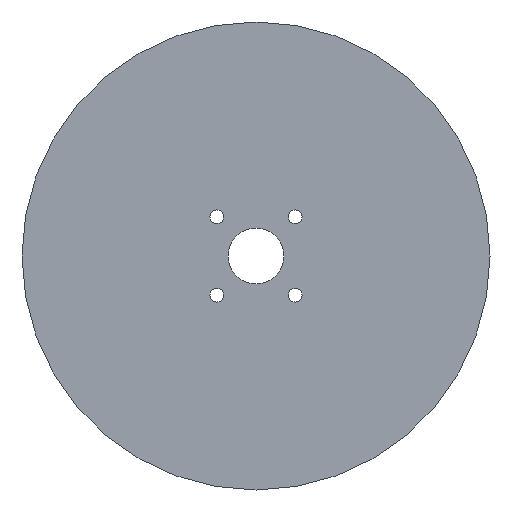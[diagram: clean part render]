
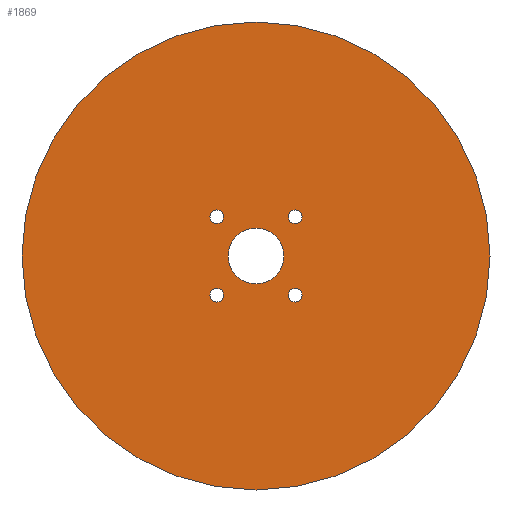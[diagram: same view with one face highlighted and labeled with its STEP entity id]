
A CAD part, front view. The second image highlights one B-rep face of the part: STEP entity #1869.
In plain terms, the highlighted planar face has unit normal (0, -1, 0).
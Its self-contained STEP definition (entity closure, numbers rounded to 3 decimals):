
#58=PLANE('',#2022);
#89=FACE_BOUND('',#459,.T.);
#90=FACE_BOUND('',#460,.T.);
#91=FACE_BOUND('',#461,.T.);
#92=FACE_BOUND('',#462,.T.);
#93=FACE_BOUND('',#463,.T.);
#324=FACE_OUTER_BOUND('',#458,.T.);
#458=EDGE_LOOP('',(#1718));
#459=EDGE_LOOP('',(#1719));
#460=EDGE_LOOP('',(#1720));
#461=EDGE_LOOP('',(#1721));
#462=EDGE_LOOP('',(#1722));
#463=EDGE_LOOP('',(#1723));
#701=CIRCLE('',#1972,46.);
#716=CIRCLE('',#2012,1.35);
#717=CIRCLE('',#2014,5.5);
#718=CIRCLE('',#2016,1.35);
#719=CIRCLE('',#2018,1.35);
#720=CIRCLE('',#2020,1.35);
#882=VERTEX_POINT('',#5213);
#897=VERTEX_POINT('',#5281);
#898=VERTEX_POINT('',#5285);
#899=VERTEX_POINT('',#5289);
#900=VERTEX_POINT('',#5293);
#901=VERTEX_POINT('',#5297);
#1139=EDGE_CURVE('',#882,#882,#701,.T.);
#1167=EDGE_CURVE('',#897,#897,#716,.T.);
#1169=EDGE_CURVE('',#898,#898,#717,.T.);
#1171=EDGE_CURVE('',#899,#899,#718,.T.);
#1173=EDGE_CURVE('',#900,#900,#719,.T.);
#1175=EDGE_CURVE('',#901,#901,#720,.T.);
#1718=ORIENTED_EDGE('',*,*,#1139,.F.);
#1719=ORIENTED_EDGE('',*,*,#1175,.F.);
#1720=ORIENTED_EDGE('',*,*,#1173,.F.);
#1721=ORIENTED_EDGE('',*,*,#1171,.F.);
#1722=ORIENTED_EDGE('',*,*,#1169,.F.);
#1723=ORIENTED_EDGE('',*,*,#1167,.F.);
#1869=ADVANCED_FACE('',(#324,#89,#90,#91,#92,#93),#58,.F.);
#1972=AXIS2_PLACEMENT_3D('',#5215,#2300,#2301);
#2012=AXIS2_PLACEMENT_3D('',#5283,#2393,#2394);
#2014=AXIS2_PLACEMENT_3D('',#5287,#2398,#2399);
#2016=AXIS2_PLACEMENT_3D('',#5291,#2403,#2404);
#2018=AXIS2_PLACEMENT_3D('',#5295,#2408,#2409);
#2020=AXIS2_PLACEMENT_3D('',#5299,#2413,#2414);
#2022=AXIS2_PLACEMENT_3D('',#5301,#2417,#2418);
#2300=DIRECTION('center_axis',(0.,1.,0.));
#2301=DIRECTION('ref_axis',(-1.,0.,0.));
#2393=DIRECTION('center_axis',(0.,-1.,0.));
#2394=DIRECTION('ref_axis',(-1.,0.,0.));
#2398=DIRECTION('center_axis',(0.,-1.,0.));
#2399=DIRECTION('ref_axis',(-1.,0.,0.));
#2403=DIRECTION('center_axis',(0.,-1.,0.));
#2404=DIRECTION('ref_axis',(-1.,0.,0.));
#2408=DIRECTION('center_axis',(0.,-1.,0.));
#2409=DIRECTION('ref_axis',(-1.,0.,0.));
#2413=DIRECTION('center_axis',(0.,-1.,0.));
#2414=DIRECTION('ref_axis',(-1.,0.,0.));
#2417=DIRECTION('center_axis',(0.,1.,0.));
#2418=DIRECTION('ref_axis',(-1.,0.,0.));
#5213=CARTESIAN_POINT('',(46.,47.757,0.819));
#5215=CARTESIAN_POINT('Origin',(0.,47.757,0.819));
#5281=CARTESIAN_POINT('',(9.059,47.757,-6.887));
#5283=CARTESIAN_POINT('Origin',(7.709,47.757,-6.887));
#5285=CARTESIAN_POINT('',(5.5,47.757,0.82));
#5287=CARTESIAN_POINT('Origin',(0.,47.757,0.82));
#5289=CARTESIAN_POINT('',(9.058,47.757,8.528));
#5291=CARTESIAN_POINT('Origin',(7.708,47.757,8.528));
#5293=CARTESIAN_POINT('',(-6.356,47.757,-6.888));
#5295=CARTESIAN_POINT('Origin',(-7.706,47.757,-6.888));
#5297=CARTESIAN_POINT('',(-6.357,47.757,8.526));
#5299=CARTESIAN_POINT('Origin',(-7.707,47.757,8.526));
#5301=CARTESIAN_POINT('Origin',(0.,47.757,0.819));
